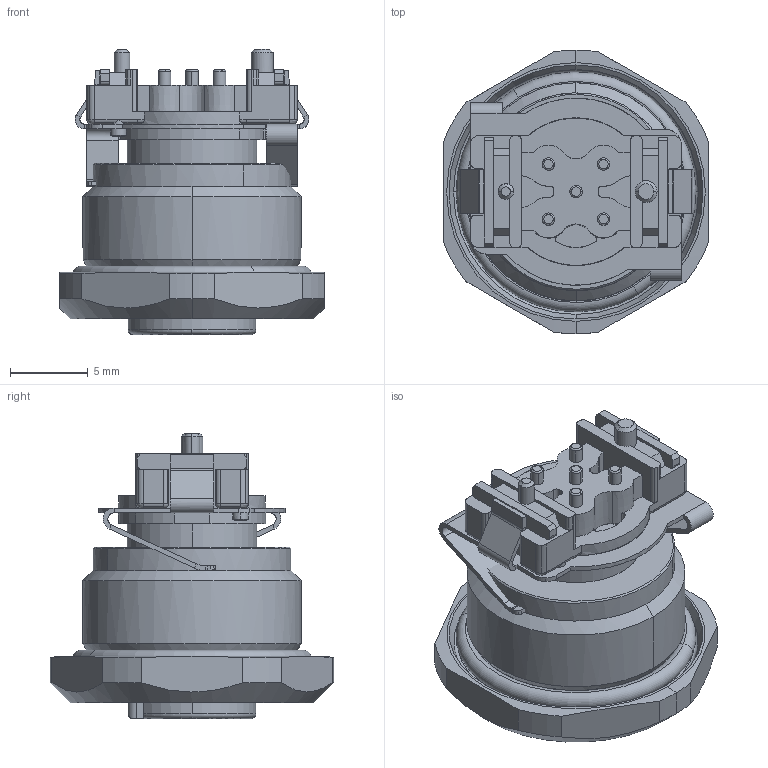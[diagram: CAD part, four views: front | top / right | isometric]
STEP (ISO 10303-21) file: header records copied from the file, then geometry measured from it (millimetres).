
FILE_DESCRIPTION(('CATIA V5R24 STEP','CAx-IF Rec.Pracs.--- Model Styling and Organization---1.2---2011-12-15'),'2;1');
FILE_NAME ('D1461917_0_2423770000_2423770000.stp','2017-05-16T12:09:04+00:00',('none'),('Weidmueller'),'CATIA Version 5-6 Release 2014 SP4 HF52','CATIA V5 STEP AP214','none');
FILE_SCHEMA(('AUTOMOTIVE_DESIGN { 1 0 10303 214 1 1 1 1 }'));
Length unit declared in the file: millimetre
Products named in the file (1): 2423770000
Bounding box: 17 x 18.2 x 18.3 mm (x, y, z)
Volume: 1731.9 mm3; surface area: 2980.6 mm2
Topology: 6 solids, 6 shells, 663 faces, 1782 edges, 1157 vertices
Faces by surface type: plane 271, cylinder 260, bspline 43, extrusion 29, torus 28, cone 28, sphere 4
Entity records: 21631 total; most frequent: CARTESIAN_POINT 6052, ORIENTED_EDGE 3556, DIRECTION 2543, EDGE_CURVE 1778, VERTEX_POINT 1157, AXIS2_PLACEMENT_3D 1087, VECTOR 922, LINE 893
